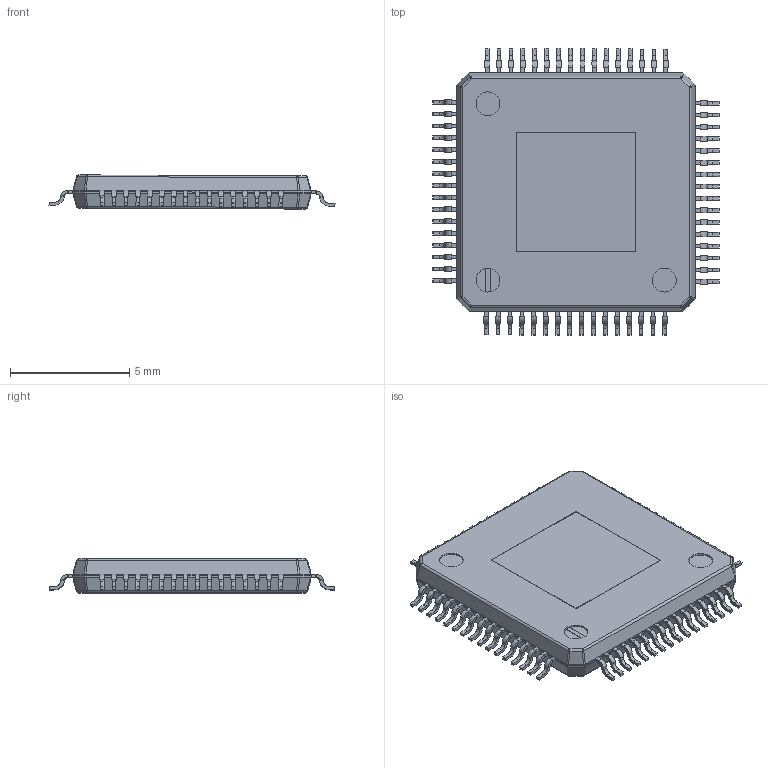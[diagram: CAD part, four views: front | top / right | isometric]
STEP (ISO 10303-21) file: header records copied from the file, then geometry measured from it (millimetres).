
FILE_DESCRIPTION(/* description */ (''),/* implementation_level */ '2;1');
FILE_NAME(/* name */ 'LQFP_64_10x10_EPup.stp',/* time_stamp */ '2015-10-22T10:05:54+02:00',/* author */ ('giovanni malieni'),/* organization */ (''),/* preprocessor_version */ 'ST-DEVELOPER v15.6',/* originating_system */ 'Autodesk Inventor 2015',/* authorisation */ '');
FILE_SCHEMA (('AUTOMOTIVE_DESIGN { 1 0 10303 214 3 1 1 }'));
Length unit declared in the file: millimetre
Products named in the file (5): Parte DW; Parte UP; Lead; DiePad; LQFP_64_10x10_EPup
Bounding box: 12 x 12 x 1.43 mm (x, y, z)
Volume: 136.4 mm3; surface area: 547.7 mm2
Topology: 67 solids, 67 shells, 1531 faces, 3615 edges, 2239 vertices
Faces by surface type: plane 951, cylinder 548, bspline 32
Full cylindrical faces by diameter (mm): 1 x4
Entity records: 5710 total; most frequent: CARTESIAN_POINT 2029, DIRECTION 754, ORIENTED_EDGE 638, EDGE_CURVE 319, AXIS2_PLACEMENT_3D 284, VERTEX_POINT 191, LINE 186, VECTOR 186
